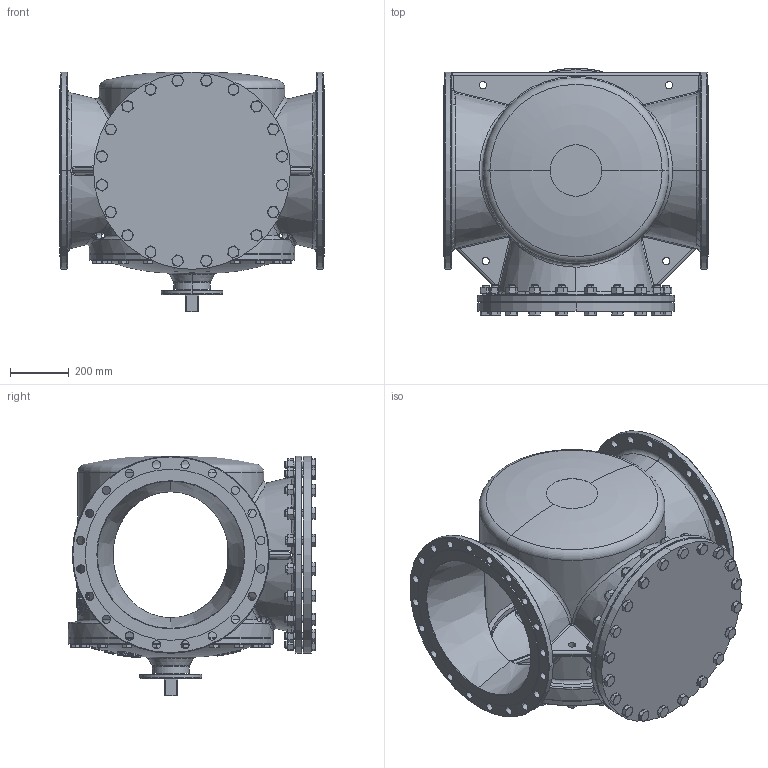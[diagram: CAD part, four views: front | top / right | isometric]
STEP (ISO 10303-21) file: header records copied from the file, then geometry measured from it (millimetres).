
FILE_DESCRIPTION (( 'STEP AP214' ), '1' );
FILE_NAME ('G2FMT DN500.STEP', '2015-11-20T14:58:54', ( 'Broen A/S' ), ( 'Broen A/S' ), 'SwSTEP 2.0', 'SolidWorks 2014', '' );
FILE_SCHEMA (( 'AUTOMOTIVE_DESIGN' ));
Length unit declared in the file: millimetre
Products named in the file (1): G2FMT DN500
Bounding box: 900 x 842 x 814.45 mm (x, y, z)
Surface area: 6620705.6 mm2 (no closed solid volume)
Topology: 0 solids, 110 shells, 2073 faces, 6588 edges, 4409 vertices
Faces by surface type: plane 653, bspline 598, cone 402, cylinder 355, torus 62, sphere 3
Entity records: 137139 total; most frequent: CARTESIAN_POINT 63563, ORIENTED_EDGE 11046, DIRECTION 8151, EDGE_CURVE 6584, VERTEX_POINT 4409, AXIS2_PLACEMENT_3D 3031, B_SPLINE_CURVE_WITH_KNOTS 2869, EDGE_LOOP 2395
